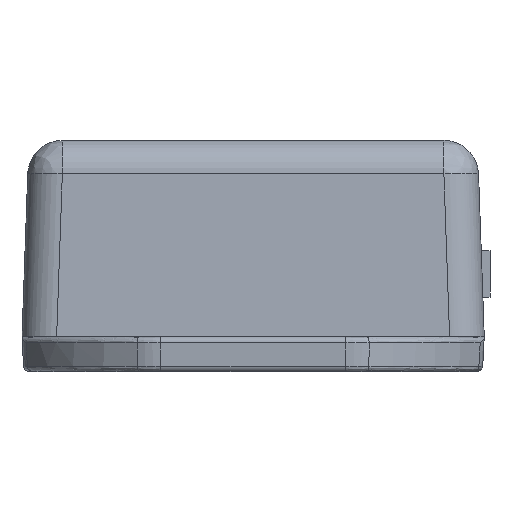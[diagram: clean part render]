
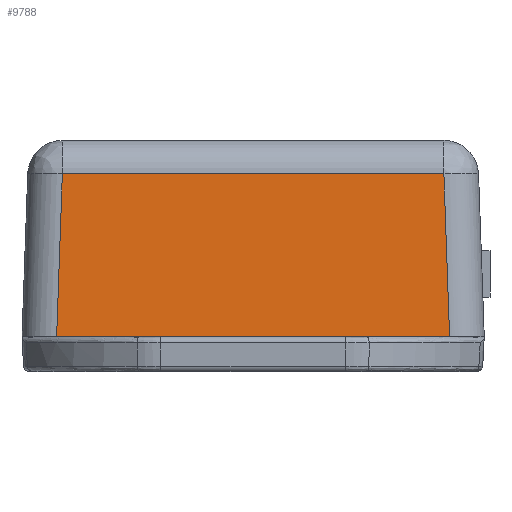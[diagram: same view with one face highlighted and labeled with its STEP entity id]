
A CAD part, front view. The second image highlights one B-rep face of the part: STEP entity #9788.
In plain terms, the highlighted planar face has unit normal (0, -0.999, 0.035).
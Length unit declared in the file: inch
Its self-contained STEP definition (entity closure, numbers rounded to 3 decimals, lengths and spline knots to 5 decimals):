
#312 = ORIENTED_EDGE ( 'NONE', *, *, #8400, .F. ) ;
#537 = CARTESIAN_POINT ( 'NONE',  ( -0.66936, -1.5748, -0.27559 ) ) ;
#2478 = ORIENTED_EDGE ( 'NONE', *, *, #12327, .F. ) ;
#2873 = CARTESIAN_POINT ( 'NONE',  ( -0.64997, -1.55541, 0.27971 ) ) ;
#3159 = PLANE ( 'NONE',  #7084 ) ;
#3596 = VECTOR ( 'NONE', #10934, 39.37008 ) ;
#4133 = VERTEX_POINT ( 'NONE', #11908 ) ;
#4511 = LINE ( 'NONE', #12656, #7714 ) ;
#6893 = DIRECTION ( 'NONE',  ( 0., 0.999, -0.035 ) ) ;
#6970 = LINE ( 'NONE', #9902, #3596 ) ;
#7084 = AXIS2_PLACEMENT_3D ( 'NONE', #11936, #6893, #11990 ) ;
#7449 = ORIENTED_EDGE ( 'NONE', *, *, #15585, .F. ) ;
#7518 = VERTEX_POINT ( 'NONE', #2873 ) ;
#7714 = VECTOR ( 'NONE', #12810, 39.37008 ) ;
#8400 = EDGE_CURVE ( 'NONE', #9333, #7518, #6970, .T. ) ;
#8731 = VECTOR ( 'NONE', #12334, 39.37008 ) ;
#9115 = CARTESIAN_POINT ( 'NONE',  ( 0.84159, -1.5748, -0.27559 ) ) ;
#9333 = VERTEX_POINT ( 'NONE', #537 ) ;
#9342 = VERTEX_POINT ( 'NONE', #9424 ) ;
#9424 = CARTESIAN_POINT ( 'NONE',  ( 0.66936, -1.5748, -0.27559 ) ) ;
#9485 = DIRECTION ( 'NONE',  ( -1., 0., 0. ) ) ;
#9788 = ADVANCED_FACE ( 'NONE', ( #10256 ), #3159, .F. ) ;
#9902 = CARTESIAN_POINT ( 'NONE',  ( -0.66936, -1.5748, -0.27559 ) ) ;
#10199 = EDGE_LOOP ( 'NONE', ( #312, #7449, #11660, #2478 ) ) ;
#10256 = FACE_OUTER_BOUND ( 'NONE', #10199, .T. ) ;
#10934 = DIRECTION ( 'NONE',  ( 0.035, 0.035, 0.999 ) ) ;
#11660 = ORIENTED_EDGE ( 'NONE', *, *, #14510, .F. ) ;
#11862 = LINE ( 'NONE', #12386, #8731 ) ;
#11908 = CARTESIAN_POINT ( 'NONE',  ( 0.64997, -1.55541, 0.27971 ) ) ;
#11936 = CARTESIAN_POINT ( 'NONE',  ( 0.84159, -1.5748, -0.27559 ) ) ;
#11990 = DIRECTION ( 'NONE',  ( 0., 0.035, 0.999 ) ) ;
#12327 = EDGE_CURVE ( 'NONE', #7518, #4133, #11862, .T. ) ;
#12334 = DIRECTION ( 'NONE',  ( 1., 0., 0. ) ) ;
#12386 = CARTESIAN_POINT ( 'NONE',  ( -0.67631, -1.55541, 0.27971 ) ) ;
#12656 = CARTESIAN_POINT ( 'NONE',  ( 0.64997, -1.55541, 0.27971 ) ) ;
#12810 = DIRECTION ( 'NONE',  ( 0.035, -0.035, -0.999 ) ) ;
#14510 = EDGE_CURVE ( 'NONE', #4133, #9342, #4511, .T. ) ;
#14729 = LINE ( 'NONE', #9115, #16328 ) ;
#15585 = EDGE_CURVE ( 'NONE', #9342, #9333, #14729, .T. ) ;
#16328 = VECTOR ( 'NONE', #9485, 39.37008 ) ;
